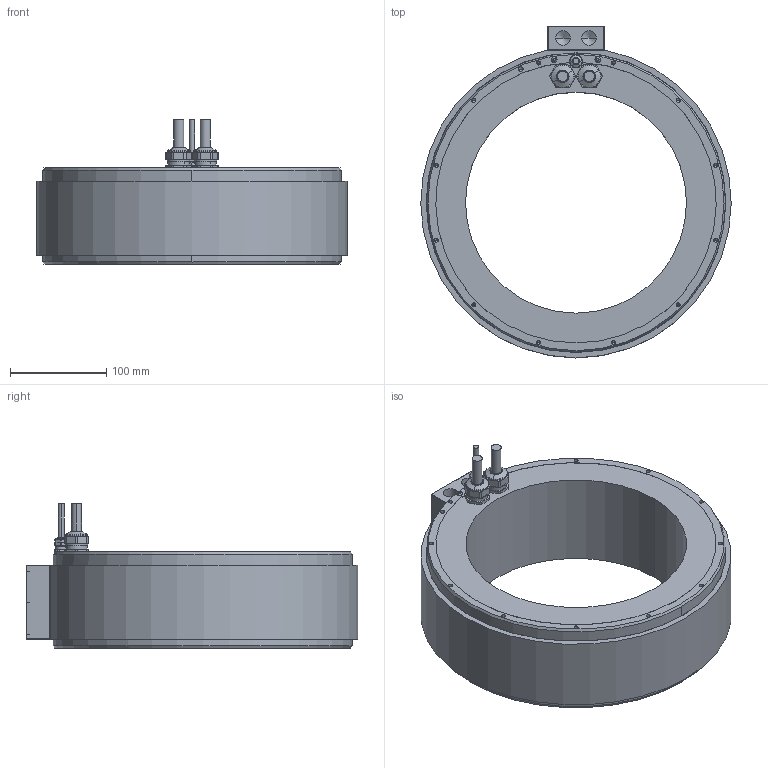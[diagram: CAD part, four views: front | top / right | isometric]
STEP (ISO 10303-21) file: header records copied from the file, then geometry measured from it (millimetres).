
FILE_DESCRIPTION((''),'2;1');
FILE_NAME('1220202-11_ASM','2018-10-29T',('CH52307'),(''),'PRO/ENGINEER BY PARAMETRIC TECHNOLOGY CORPORATION, 2014000','PRO/ENGINEER BY PARAMETRIC TECHNOLOGY CORPORATION, 2014000','');
FILE_SCHEMA(('CONFIG_CONTROL_DESIGN'));
Length unit declared in the file: millimetre
Products named in the file (3): PRT0001; PRT0002; 1220202-11_ASM
Assembly tree (2 placements, depth 2):
  1220202-11_ASM
    PRT0001
    PRT0002
Bounding box: 322 x 344.27 x 149.8 mm (x, y, z)
Volume: 3985598.4 mm3; surface area: 279653.7 mm2
Topology: 1 solids, 17 shells, 608 faces, 1453 edges, 899 vertices
Faces by surface type: cylinder 255, plane 187, cone 110, torus 52, sphere 4
Entity records: 19498 total; most frequent: DIRECTION 3316, CARTESIAN_POINT 3073, ORIENTED_EDGE 2794, EDGE_CURVE 1397, AXIS2_PLACEMENT_3D 1350, VERTEX_POINT 899, CIRCLE 737, EDGE_LOOP 716
